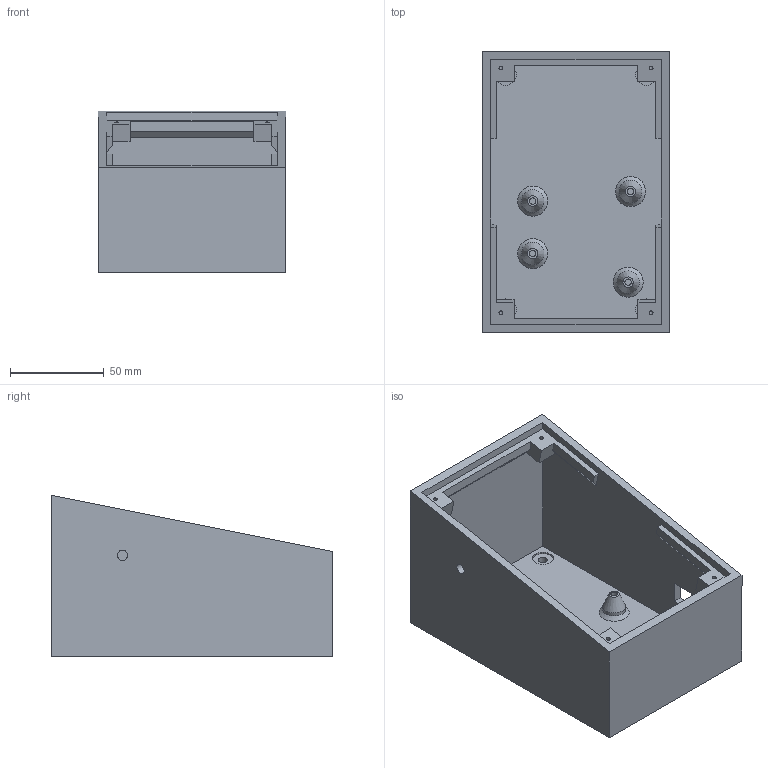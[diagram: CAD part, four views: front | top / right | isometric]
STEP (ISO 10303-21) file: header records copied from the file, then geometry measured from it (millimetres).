
FILE_DESCRIPTION(/* description */ (''),/* implementation_level */ '2;1');
FILE_NAME(/* name */ 'base_01_box v46.step',/* time_stamp */ '2024-07-15T16:22:11-10:00',/* author */ (''),/* organization */ (''),/* preprocessor_version */ 'ST-DEVELOPER v20',/* originating_system */ 'Autodesk Translation Framework v13.14.0.145',/* authorisation */ '');
FILE_SCHEMA (('AUTOMOTIVE_DESIGN { 1 0 10303 214 3 1 1 }'));
Length unit declared in the file: millimetre
Products named in the file (1): base_01
Bounding box: 100 x 150 x 86 mm (x, y, z)
Volume: 224786.6 mm3; surface area: 100711 mm2
Topology: 1 solids, 1 shells, 118 faces, 285 edges, 186 vertices
Faces by surface type: plane 89, cylinder 21, cone 8
Full cylindrical faces by diameter (mm): 2 x4, 3.4 x4, 4.9 x4, 5.5 x1, 11.3 x4, 12 x4
Entity records: 3493 total; most frequent: CARTESIAN_POINT 590, DIRECTION 573, ORIENTED_EDGE 570, EDGE_CURVE 285, LINE 235, VECTOR 235, VERTEX_POINT 186, AXIS2_PLACEMENT_3D 169
